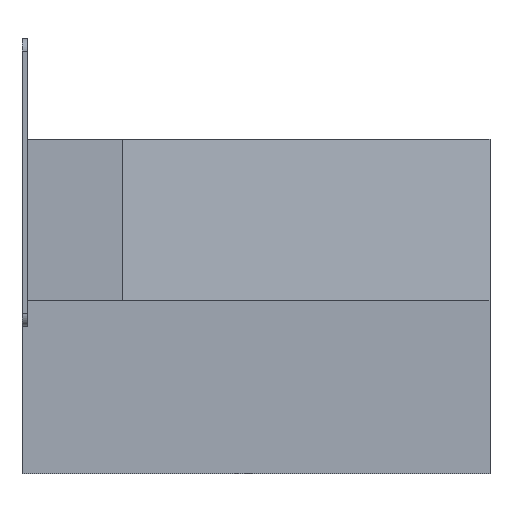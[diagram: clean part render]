
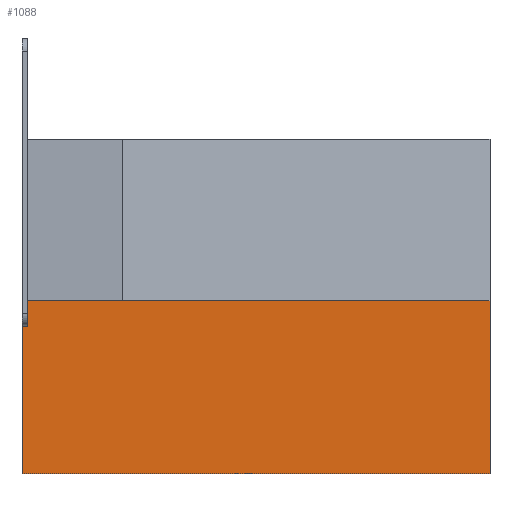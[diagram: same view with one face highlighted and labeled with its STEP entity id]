
A CAD part, left-side view. The second image highlights one B-rep face of the part: STEP entity #1088.
In plain terms, the highlighted planar face has unit normal (-1, 0, 0).
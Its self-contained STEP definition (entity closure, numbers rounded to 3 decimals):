
#11 = LINE ( 'NONE', #1683, #1701 ) ;
#32 = LINE ( 'NONE', #1749, #418 ) ;
#72 = VERTEX_POINT ( 'NONE', #1986 ) ;
#88 = LINE ( 'NONE', #1577, #1342 ) ;
#141 = CARTESIAN_POINT ( 'NONE',  ( -47.5, -2., 58.5 ) ) ;
#158 = EDGE_CURVE ( 'NONE', #1175, #72, #88, .T. ) ;
#188 = EDGE_CURVE ( 'NONE', #305, #1201, #32, .T. ) ;
#225 = EDGE_LOOP ( 'NONE', ( #428, #1801, #2103, #1708, #1242, #1693 ) ) ;
#266 = DIRECTION ( 'NONE',  ( 0., -1., 0. ) ) ;
#305 = VERTEX_POINT ( 'NONE', #141 ) ;
#377 = CARTESIAN_POINT ( 'NONE',  ( -47.5, -2., 58.5 ) ) ;
#390 = LINE ( 'NONE', #377, #2084 ) ;
#399 = CARTESIAN_POINT ( 'NONE',  ( -47.5, -185.5, 68.5 ) ) ;
#418 = VECTOR ( 'NONE', #1423, 1000. ) ;
#428 = ORIENTED_EDGE ( 'NONE', *, *, #915, .T. ) ;
#487 = EDGE_CURVE ( 'NONE', #72, #951, #1266, .T. ) ;
#716 = VECTOR ( 'NONE', #1957, 1000. ) ;
#727 = DIRECTION ( 'NONE',  ( 0., -1., 0. ) ) ;
#803 = AXIS2_PLACEMENT_3D ( 'NONE', #1424, #939, #2076 ) ;
#849 = EDGE_CURVE ( 'NONE', #1175, #1921, #11, .T. ) ;
#915 = EDGE_CURVE ( 'NONE', #305, #1921, #390, .T. ) ;
#939 = DIRECTION ( 'NONE',  ( -1., 0., 0. ) ) ;
#951 = VERTEX_POINT ( 'NONE', #399 ) ;
#954 = EDGE_CURVE ( 'NONE', #1201, #951, #1979, .T. ) ;
#1029 = DIRECTION ( 'NONE',  ( 0., 0., 1. ) ) ;
#1049 = CARTESIAN_POINT ( 'NONE',  ( -47.5, -2., 68.5 ) ) ;
#1088 = ADVANCED_FACE ( 'NONE', ( #1236 ), #1751, .T. ) ;
#1113 = VECTOR ( 'NONE', #727, 1000. ) ;
#1175 = VERTEX_POINT ( 'NONE', #2042 ) ;
#1201 = VERTEX_POINT ( 'NONE', #1049 ) ;
#1236 = FACE_OUTER_BOUND ( 'NONE', #225, .T. ) ;
#1242 = ORIENTED_EDGE ( 'NONE', *, *, #954, .F. ) ;
#1266 = LINE ( 'NONE', #2125, #716 ) ;
#1342 = VECTOR ( 'NONE', #266, 1000. ) ;
#1379 = CARTESIAN_POINT ( 'NONE',  ( -47.5, 108.002, 68.5 ) ) ;
#1423 = DIRECTION ( 'NONE',  ( 0., 0., 1. ) ) ;
#1424 = CARTESIAN_POINT ( 'NONE',  ( -47.5, 108.002, 0. ) ) ;
#1467 = CARTESIAN_POINT ( 'NONE',  ( -47.5, 0., 58.5 ) ) ;
#1534 = DIRECTION ( 'NONE',  ( 0., 1., 0. ) ) ;
#1577 = CARTESIAN_POINT ( 'NONE',  ( -47.5, 108.002, 0. ) ) ;
#1683 = CARTESIAN_POINT ( 'NONE',  ( -47.5, 0., 0. ) ) ;
#1693 = ORIENTED_EDGE ( 'NONE', *, *, #188, .F. ) ;
#1701 = VECTOR ( 'NONE', #1029, 1000. ) ;
#1708 = ORIENTED_EDGE ( 'NONE', *, *, #487, .T. ) ;
#1749 = CARTESIAN_POINT ( 'NONE',  ( -47.5, -2., 68.5 ) ) ;
#1751 = PLANE ( 'NONE',  #803 ) ;
#1801 = ORIENTED_EDGE ( 'NONE', *, *, #849, .F. ) ;
#1921 = VERTEX_POINT ( 'NONE', #1467 ) ;
#1957 = DIRECTION ( 'NONE',  ( 0., 0., 1. ) ) ;
#1979 = LINE ( 'NONE', #1379, #1113 ) ;
#1986 = CARTESIAN_POINT ( 'NONE',  ( -47.5, -185.5, 0. ) ) ;
#2042 = CARTESIAN_POINT ( 'NONE',  ( -47.5, 0., 0. ) ) ;
#2076 = DIRECTION ( 'NONE',  ( 0., 0., -1. ) ) ;
#2084 = VECTOR ( 'NONE', #1534, 1000. ) ;
#2103 = ORIENTED_EDGE ( 'NONE', *, *, #158, .T. ) ;
#2125 = CARTESIAN_POINT ( 'NONE',  ( -47.5, -185.5, 0. ) ) ;
